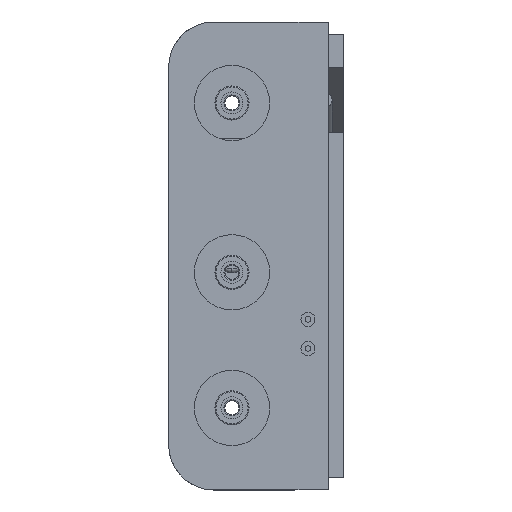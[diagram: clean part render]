
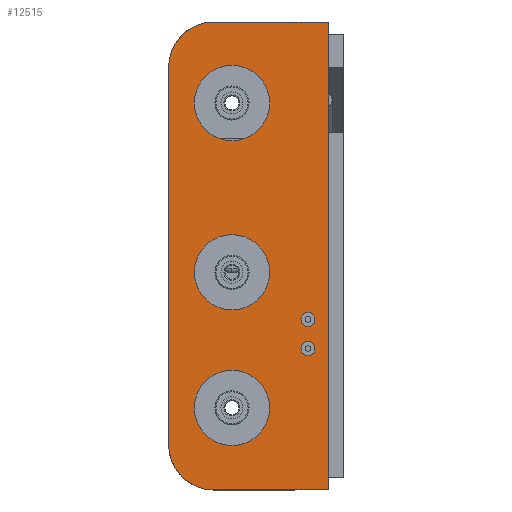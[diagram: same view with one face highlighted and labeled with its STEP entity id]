
A CAD part, left-side view. The second image highlights one B-rep face of the part: STEP entity #12515.
In plain terms, the highlighted planar face has unit normal (-1, 0, 0).
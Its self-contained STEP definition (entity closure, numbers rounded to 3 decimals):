
#383 = ORIENTED_EDGE ( 'NONE', *, *, #9907, .T. ) ;
#437 = EDGE_CURVE ( 'NONE', #19907, #2255, #2358, .T. ) ;
#496 = CARTESIAN_POINT ( 'NONE',  ( -28.575, 12.89, -18.805 ) ) ;
#551 = CARTESIAN_POINT ( 'NONE',  ( -28.575, 1.52, 23.305 ) ) ;
#879 = VERTEX_POINT ( 'NONE', #14271 ) ;
#1026 = CIRCLE ( 'NONE', #17965, 3.75 ) ;
#1090 = ORIENTED_EDGE ( 'NONE', *, *, #7396, .T. ) ;
#1196 = CARTESIAN_POINT ( 'NONE',  ( -28.575, 11.09, -15.125 ) ) ;
#1308 = LINE ( 'NONE', #3250, #5434 ) ;
#1444 = CARTESIAN_POINT ( 'NONE',  ( -28.575, 11.09, 18.993 ) ) ;
#1471 = CIRCLE ( 'NONE', #16110, 0.7 ) ;
#2122 = DIRECTION ( 'NONE',  ( 0., 0., 1. ) ) ;
#2255 = VERTEX_POINT ( 'NONE', #16920 ) ;
#2261 = EDGE_CURVE ( 'NONE', #15510, #20717, #18873, .T. ) ;
#2358 = CIRCLE ( 'NONE', #8876, 3.75 ) ;
#2379 = VERTEX_POINT ( 'NONE', #5825 ) ;
#2510 = EDGE_CURVE ( 'NONE', #2727, #879, #11380, .T. ) ;
#2574 = CIRCLE ( 'NONE', #5942, 0.7 ) ;
#2681 = ORIENTED_EDGE ( 'NONE', *, *, #20906, .T. ) ;
#2727 = VERTEX_POINT ( 'NONE', #6260 ) ;
#3083 = VECTOR ( 'NONE', #9544, 1000. ) ;
#3180 = CIRCLE ( 'NONE', #3292, 4.5 ) ;
#3250 = CARTESIAN_POINT ( 'NONE',  ( -28.575, 1.52, 23.305 ) ) ;
#3292 = AXIS2_PLACEMENT_3D ( 'NONE', #6722, #8451, #15255 ) ;
#3352 = DIRECTION ( 'NONE',  ( 1., 0., 0. ) ) ;
#3398 = EDGE_LOOP ( 'NONE', ( #19544, #20291, #6194, #9597, #19095, #6743 ) ) ;
#3415 = CARTESIAN_POINT ( 'NONE',  ( -28.575, 3.52, -6.315 ) ) ;
#3434 = DIRECTION ( 'NONE',  ( -1., 0., 0. ) ) ;
#3524 = VERTEX_POINT ( 'NONE', #3528 ) ;
#3528 = CARTESIAN_POINT ( 'NONE',  ( -28.575, 3.52, -7.015 ) ) ;
#3589 = AXIS2_PLACEMENT_3D ( 'NONE', #13222, #18398, #20080 ) ;
#3965 = AXIS2_PLACEMENT_3D ( 'NONE', #496, #8757, #20346 ) ;
#4065 = CARTESIAN_POINT ( 'NONE',  ( -28.575, 1.52, -23.305 ) ) ;
#4202 = DIRECTION ( 'NONE',  ( 0., 0., 1. ) ) ;
#4901 = AXIS2_PLACEMENT_3D ( 'NONE', #10235, #16889, #5589 ) ;
#4911 = EDGE_CURVE ( 'NONE', #12635, #17038, #14319, .T. ) ;
#4966 = AXIS2_PLACEMENT_3D ( 'NONE', #5802, #12200, #13931 ) ;
#5067 = CARTESIAN_POINT ( 'NONE',  ( -28.575, 11.09, -18.875 ) ) ;
#5392 = CIRCLE ( 'NONE', #3965, 4.5 ) ;
#5393 = CIRCLE ( 'NONE', #3589, 3.75 ) ;
#5434 = VECTOR ( 'NONE', #8620, 1000. ) ;
#5470 = CARTESIAN_POINT ( 'NONE',  ( -28.575, 3.52, -9.915 ) ) ;
#5522 = CARTESIAN_POINT ( 'NONE',  ( -28.575, 12.89, 23.305 ) ) ;
#5589 = DIRECTION ( 'NONE',  ( 0., 0., 1. ) ) ;
#5802 = CARTESIAN_POINT ( 'NONE',  ( -28.575, 11.09, 15.243 ) ) ;
#5825 = CARTESIAN_POINT ( 'NONE',  ( -28.575, 12.89, -23.305 ) ) ;
#5875 = DIRECTION ( 'NONE',  ( 1., 0., 0. ) ) ;
#5942 = AXIS2_PLACEMENT_3D ( 'NONE', #20707, #12385, #9277 ) ;
#6194 = ORIENTED_EDGE ( 'NONE', *, *, #2510, .F. ) ;
#6242 = CIRCLE ( 'NONE', #7909, 3.75 ) ;
#6260 = CARTESIAN_POINT ( 'NONE',  ( -28.575, 17.39, -18.805 ) ) ;
#6400 = ORIENTED_EDGE ( 'NONE', *, *, #18475, .T. ) ;
#6475 = DIRECTION ( 'NONE',  ( 1., 0., 0. ) ) ;
#6621 = DIRECTION ( 'NONE',  ( 0., 0., 1. ) ) ;
#6713 = VERTEX_POINT ( 'NONE', #13814 ) ;
#6722 = CARTESIAN_POINT ( 'NONE',  ( -28.575, 12.89, 18.805 ) ) ;
#6743 = ORIENTED_EDGE ( 'NONE', *, *, #19670, .F. ) ;
#6992 = CARTESIAN_POINT ( 'NONE',  ( -28.575, 11.09, 15.243 ) ) ;
#7396 = EDGE_CURVE ( 'NONE', #8845, #19250, #1026, .T. ) ;
#7458 = FACE_BOUND ( 'NONE', #10226, .T. ) ;
#7645 = AXIS2_PLACEMENT_3D ( 'NONE', #16975, #3434, #16766 ) ;
#7909 = AXIS2_PLACEMENT_3D ( 'NONE', #12050, #8797, #10247 ) ;
#8294 = ORIENTED_EDGE ( 'NONE', *, *, #4911, .T. ) ;
#8403 = EDGE_CURVE ( 'NONE', #9497, #9620, #13950, .T. ) ;
#8451 = DIRECTION ( 'NONE',  ( 1., 0., 0. ) ) ;
#8488 = FACE_BOUND ( 'NONE', #9528, .T. ) ;
#8519 = CIRCLE ( 'NONE', #19652, 0.7 ) ;
#8583 = DIRECTION ( 'NONE',  ( 0., 0., -1. ) ) ;
#8620 = DIRECTION ( 'NONE',  ( 0., 0., -1. ) ) ;
#8755 = LINE ( 'NONE', #14999, #11607 ) ;
#8757 = DIRECTION ( 'NONE',  ( 1., 0., 0. ) ) ;
#8797 = DIRECTION ( 'NONE',  ( 1., 0., 0. ) ) ;
#8823 = EDGE_CURVE ( 'NONE', #12657, #2379, #8755, .T. ) ;
#8845 = VERTEX_POINT ( 'NONE', #5067 ) ;
#8876 = AXIS2_PLACEMENT_3D ( 'NONE', #6992, #12123, #8583 ) ;
#9277 = DIRECTION ( 'NONE',  ( 0., 0., 1. ) ) ;
#9497 = VERTEX_POINT ( 'NONE', #18740 ) ;
#9528 = EDGE_LOOP ( 'NONE', ( #11329, #18796 ) ) ;
#9530 = EDGE_CURVE ( 'NONE', #2379, #2727, #5392, .T. ) ;
#9544 = DIRECTION ( 'NONE',  ( 0., 0., 1. ) ) ;
#9597 = ORIENTED_EDGE ( 'NONE', *, *, #9530, .F. ) ;
#9620 = VERTEX_POINT ( 'NONE', #14320 ) ;
#9880 = DIRECTION ( 'NONE',  ( 0., 1., 0. ) ) ;
#9907 = EDGE_CURVE ( 'NONE', #6713, #3524, #8519, .T. ) ;
#10183 = PLANE ( 'NONE',  #7645 ) ;
#10226 = EDGE_LOOP ( 'NONE', ( #6400, #1090 ) ) ;
#10235 = CARTESIAN_POINT ( 'NONE',  ( -28.575, 3.52, -9.215 ) ) ;
#10247 = DIRECTION ( 'NONE',  ( 0., 0., -1. ) ) ;
#10299 = FACE_OUTER_BOUND ( 'NONE', #3398, .T. ) ;
#10621 = ORIENTED_EDGE ( 'NONE', *, *, #19760, .T. ) ;
#10821 = FACE_BOUND ( 'NONE', #11279, .T. ) ;
#11266 = DIRECTION ( 'NONE',  ( 0., 0., -1. ) ) ;
#11279 = EDGE_LOOP ( 'NONE', ( #8294, #10621 ) ) ;
#11329 = ORIENTED_EDGE ( 'NONE', *, *, #437, .T. ) ;
#11380 = LINE ( 'NONE', #19432, #3083 ) ;
#11607 = VECTOR ( 'NONE', #9880, 1000. ) ;
#11854 = FACE_BOUND ( 'NONE', #20763, .T. ) ;
#11863 = DIRECTION ( 'NONE',  ( 0., -1., 0. ) ) ;
#12050 = CARTESIAN_POINT ( 'NONE',  ( -28.575, 11.09, -15.125 ) ) ;
#12123 = DIRECTION ( 'NONE',  ( 1., 0., 0. ) ) ;
#12200 = DIRECTION ( 'NONE',  ( 1., 0., 0. ) ) ;
#12385 = DIRECTION ( 'NONE',  ( 1., 0., 0. ) ) ;
#12515 = ADVANCED_FACE ( 'NONE', ( #8488, #10299, #12898, #10821, #11854, #7458 ), #10183, .T. ) ;
#12635 = VERTEX_POINT ( 'NONE', #15398 ) ;
#12657 = VERTEX_POINT ( 'NONE', #4065 ) ;
#12882 = EDGE_CURVE ( 'NONE', #3524, #6713, #1471, .T. ) ;
#12898 = FACE_BOUND ( 'NONE', #13557, .T. ) ;
#13000 = AXIS2_PLACEMENT_3D ( 'NONE', #14282, #5875, #2122 ) ;
#13222 = CARTESIAN_POINT ( 'NONE',  ( -28.575, 11.09, -1.625 ) ) ;
#13291 = CARTESIAN_POINT ( 'NONE',  ( -28.575, 3.52, -6.315 ) ) ;
#13557 = EDGE_LOOP ( 'NONE', ( #383, #17293 ) ) ;
#13814 = CARTESIAN_POINT ( 'NONE',  ( -28.575, 3.52, -5.615 ) ) ;
#13931 = DIRECTION ( 'NONE',  ( 0., 0., -1. ) ) ;
#13950 = CIRCLE ( 'NONE', #13000, 3.75 ) ;
#14271 = CARTESIAN_POINT ( 'NONE',  ( -28.575, 17.39, 18.805 ) ) ;
#14282 = CARTESIAN_POINT ( 'NONE',  ( -28.575, 11.09, -1.625 ) ) ;
#14319 = CIRCLE ( 'NONE', #4901, 0.7 ) ;
#14320 = CARTESIAN_POINT ( 'NONE',  ( -28.575, 11.09, 2.125 ) ) ;
#14586 = CARTESIAN_POINT ( 'NONE',  ( -28.575, 1.52, 23.305 ) ) ;
#14814 = CIRCLE ( 'NONE', #4966, 3.75 ) ;
#14894 = ORIENTED_EDGE ( 'NONE', *, *, #8403, .T. ) ;
#14999 = CARTESIAN_POINT ( 'NONE',  ( -28.575, 1.52, -23.305 ) ) ;
#15255 = DIRECTION ( 'NONE',  ( 0., 0., 1. ) ) ;
#15398 = CARTESIAN_POINT ( 'NONE',  ( -28.575, 3.52, -8.515 ) ) ;
#15510 = VERTEX_POINT ( 'NONE', #5522 ) ;
#15769 = VECTOR ( 'NONE', #11863, 1000. ) ;
#16110 = AXIS2_PLACEMENT_3D ( 'NONE', #3415, #6475, #6621 ) ;
#16766 = DIRECTION ( 'NONE',  ( 0., 0., 1. ) ) ;
#16840 = EDGE_CURVE ( 'NONE', #879, #15510, #3180, .T. ) ;
#16889 = DIRECTION ( 'NONE',  ( 1., 0., 0. ) ) ;
#16920 = CARTESIAN_POINT ( 'NONE',  ( -28.575, 11.09, 11.493 ) ) ;
#16975 = CARTESIAN_POINT ( 'NONE',  ( -28.575, 12.89, 18.805 ) ) ;
#17038 = VERTEX_POINT ( 'NONE', #5470 ) ;
#17293 = ORIENTED_EDGE ( 'NONE', *, *, #12882, .T. ) ;
#17699 = DIRECTION ( 'NONE',  ( 1., 0., 0. ) ) ;
#17965 = AXIS2_PLACEMENT_3D ( 'NONE', #1196, #17699, #11266 ) ;
#18398 = DIRECTION ( 'NONE',  ( 1., 0., 0. ) ) ;
#18475 = EDGE_CURVE ( 'NONE', #19250, #8845, #6242, .T. ) ;
#18667 = EDGE_CURVE ( 'NONE', #2255, #19907, #14814, .T. ) ;
#18740 = CARTESIAN_POINT ( 'NONE',  ( -28.575, 11.09, -5.375 ) ) ;
#18796 = ORIENTED_EDGE ( 'NONE', *, *, #18667, .T. ) ;
#18873 = LINE ( 'NONE', #551, #15769 ) ;
#19095 = ORIENTED_EDGE ( 'NONE', *, *, #8823, .F. ) ;
#19250 = VERTEX_POINT ( 'NONE', #20930 ) ;
#19432 = CARTESIAN_POINT ( 'NONE',  ( -28.575, 17.39, 18.805 ) ) ;
#19544 = ORIENTED_EDGE ( 'NONE', *, *, #2261, .F. ) ;
#19652 = AXIS2_PLACEMENT_3D ( 'NONE', #13291, #3352, #4202 ) ;
#19670 = EDGE_CURVE ( 'NONE', #20717, #12657, #1308, .T. ) ;
#19760 = EDGE_CURVE ( 'NONE', #17038, #12635, #2574, .T. ) ;
#19907 = VERTEX_POINT ( 'NONE', #1444 ) ;
#20080 = DIRECTION ( 'NONE',  ( 0., 0., 1. ) ) ;
#20291 = ORIENTED_EDGE ( 'NONE', *, *, #16840, .F. ) ;
#20346 = DIRECTION ( 'NONE',  ( 0., 0., 1. ) ) ;
#20707 = CARTESIAN_POINT ( 'NONE',  ( -28.575, 3.52, -9.215 ) ) ;
#20717 = VERTEX_POINT ( 'NONE', #14586 ) ;
#20763 = EDGE_LOOP ( 'NONE', ( #2681, #14894 ) ) ;
#20906 = EDGE_CURVE ( 'NONE', #9620, #9497, #5393, .T. ) ;
#20930 = CARTESIAN_POINT ( 'NONE',  ( -28.575, 11.09, -11.375 ) ) ;
